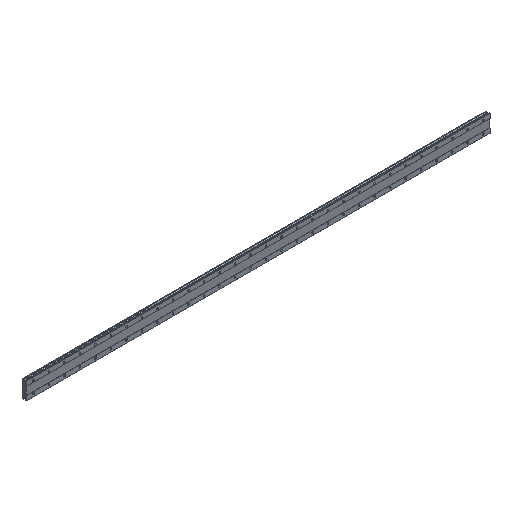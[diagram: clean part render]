
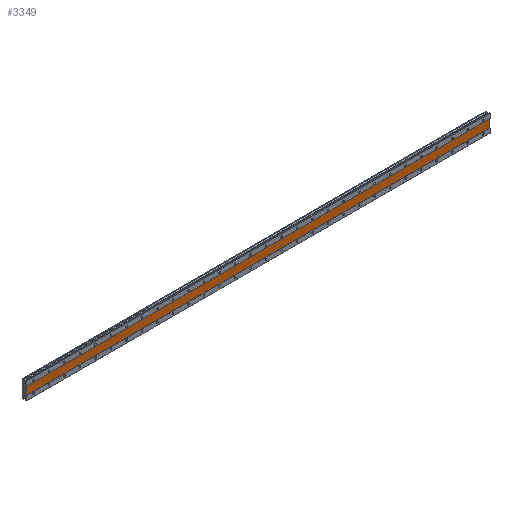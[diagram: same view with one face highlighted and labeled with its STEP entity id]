
A CAD part, isometric view. The second image highlights one B-rep face of the part: STEP entity #3349.
In plain terms, the highlighted planar face has unit normal (0, -1, 0).
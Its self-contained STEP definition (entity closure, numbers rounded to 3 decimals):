
#291 = DIRECTION ( 'NONE',  ( 0., 0., 1. ) ) ;
#407 = DIRECTION ( 'NONE',  ( 0., 0., -1. ) ) ;
#555 = VERTEX_POINT ( 'NONE', #4661 ) ;
#579 = DIRECTION ( 'NONE',  ( -1., 0., 0. ) ) ;
#1065 = ORIENTED_EDGE ( 'NONE', *, *, #4070, .F. ) ;
#1442 = AXIS2_PLACEMENT_3D ( 'NONE', #4510, #5192, #6796 ) ;
#1635 = CARTESIAN_POINT ( 'NONE',  ( 2355., 1., -20. ) ) ;
#2009 = FACE_OUTER_BOUND ( 'NONE', #7801, .T. ) ;
#2042 = CARTESIAN_POINT ( 'NONE',  ( 2355., 1., -20. ) ) ;
#2462 = VECTOR ( 'NONE', #579, 1000. ) ;
#2495 = VECTOR ( 'NONE', #9098, 1000. ) ;
#2744 = EDGE_CURVE ( 'NONE', #8237, #555, #9872, .T. ) ;
#2783 = LINE ( 'NONE', #5972, #8684 ) ;
#3349 = ADVANCED_FACE ( 'NONE', ( #2009 ), #6738, .F. ) ;
#3514 = CARTESIAN_POINT ( 'NONE',  ( 2355., 1., 20. ) ) ;
#4070 = EDGE_CURVE ( 'NONE', #4440, #7582, #2783, .T. ) ;
#4440 = VERTEX_POINT ( 'NONE', #6338 ) ;
#4510 = CARTESIAN_POINT ( 'NONE',  ( 2355., 1., 20. ) ) ;
#4577 = LINE ( 'NONE', #1635, #2462 ) ;
#4661 = CARTESIAN_POINT ( 'NONE',  ( -35., 1., 20. ) ) ;
#4844 = EDGE_CURVE ( 'NONE', #7582, #8237, #4577, .T. ) ;
#5192 = DIRECTION ( 'NONE',  ( 0., 1., 0. ) ) ;
#5972 = CARTESIAN_POINT ( 'NONE',  ( 2355., 1., 20. ) ) ;
#6161 = ORIENTED_EDGE ( 'NONE', *, *, #4844, .F. ) ;
#6172 = EDGE_CURVE ( 'NONE', #555, #4440, #8425, .T. ) ;
#6338 = CARTESIAN_POINT ( 'NONE',  ( 2355., 1., 20. ) ) ;
#6620 = VECTOR ( 'NONE', #291, 1000. ) ;
#6738 = PLANE ( 'NONE',  #1442 ) ;
#6796 = DIRECTION ( 'NONE',  ( 0., 0., 1. ) ) ;
#7521 = CARTESIAN_POINT ( 'NONE',  ( -35., 1., 20. ) ) ;
#7582 = VERTEX_POINT ( 'NONE', #2042 ) ;
#7801 = EDGE_LOOP ( 'NONE', ( #6161, #1065, #9637, #8371 ) ) ;
#8237 = VERTEX_POINT ( 'NONE', #9132 ) ;
#8371 = ORIENTED_EDGE ( 'NONE', *, *, #2744, .F. ) ;
#8425 = LINE ( 'NONE', #3514, #2495 ) ;
#8684 = VECTOR ( 'NONE', #407, 1000. ) ;
#9098 = DIRECTION ( 'NONE',  ( 1., 0., 0. ) ) ;
#9132 = CARTESIAN_POINT ( 'NONE',  ( -35., 1., -20. ) ) ;
#9637 = ORIENTED_EDGE ( 'NONE', *, *, #6172, .F. ) ;
#9872 = LINE ( 'NONE', #7521, #6620 ) ;
